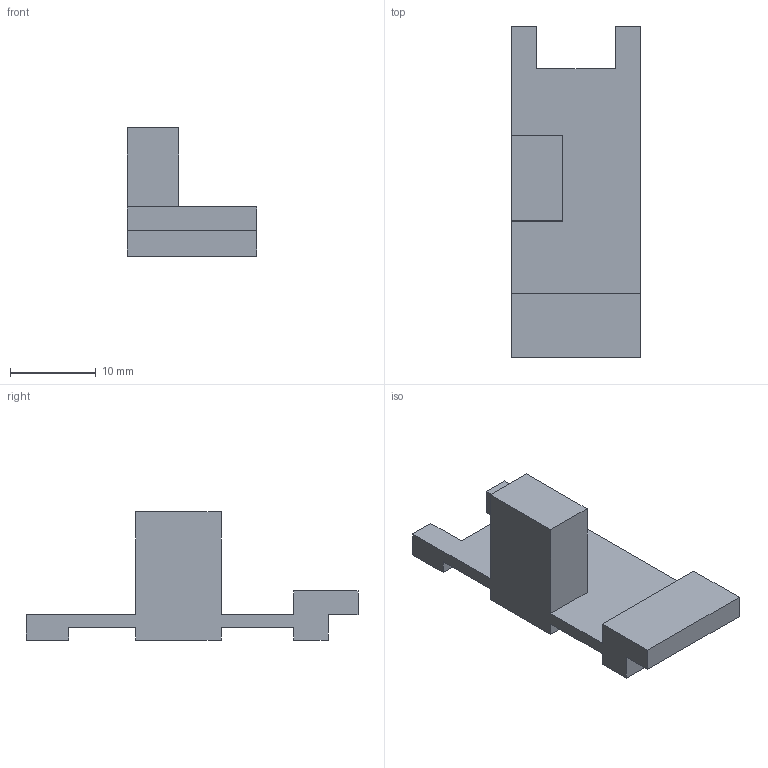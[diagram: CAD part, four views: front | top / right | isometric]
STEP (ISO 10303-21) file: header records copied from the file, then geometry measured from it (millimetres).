
FILE_DESCRIPTION(('FreeCAD Model'),'2;1');
FILE_NAME('audio sensor.step','2018-07-20T17:39:19',( 'kicad StepUp'),('ksu MCAD'),'Open CASCADE STEP processor 7.2', 'FreeCAD','Unknown');
FILE_SCHEMA(('AUTOMOTIVE_DESIGN { 1 0 10303 214 1 1 1 1 }'));
Length unit declared in the file: millimetre
Products named in the file (1): audio_sensor
Bounding box: 15.15 x 38.8 x 15 mm (x, y, z)
Volume: 1991.9 mm3; surface area: 1912.5 mm2
Topology: 1 solids, 1 shells, 28 faces, 76 edges, 50 vertices
Faces by surface type: plane 28
Entity records: 885 total; most frequent: CARTESIAN_POINT 155, ORIENTED_EDGE 152, DIRECTION 134, EDGE_CURVE 76, LINE 76, VECTOR 76, VERTEX_POINT 50, AXIS2_PLACEMENT_3D 29
